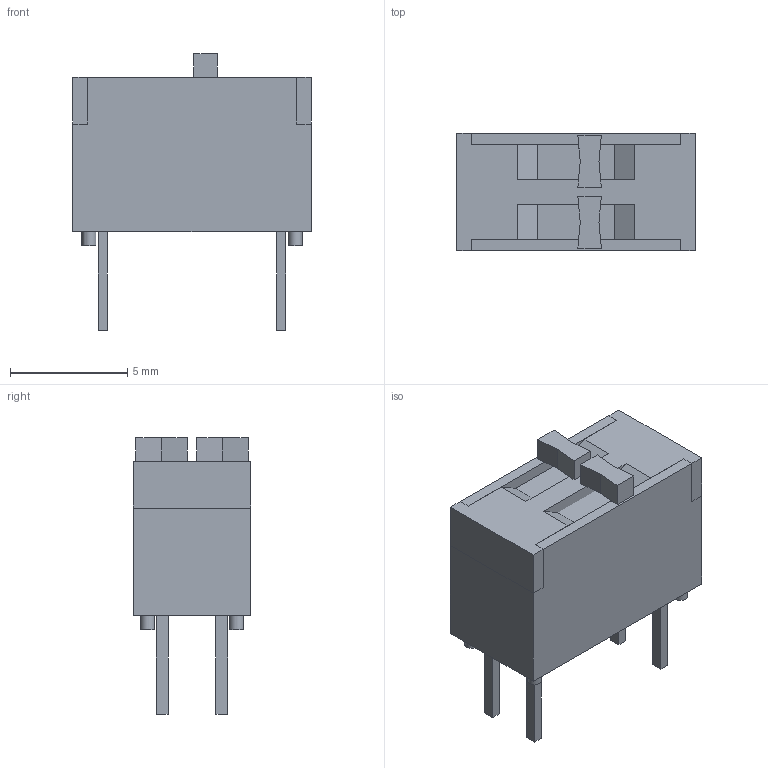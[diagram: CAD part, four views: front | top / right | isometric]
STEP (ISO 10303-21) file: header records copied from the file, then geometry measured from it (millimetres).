
FILE_DESCRIPTION(/* description */ (''),/* implementation_level */ '2;1');
FILE_NAME(/* name */ 'SW_EOZ-INTERDIL_09.20000.03.stp',/* time_stamp */ '2015-03-02T10:08:46+01:00',/* author */ ('admchouv'),/* organization */ (''),/* preprocessor_version */ 'ST-DEVELOPER v15.5',/* originating_system */ 'AutoCAD Mechanical',/* authorisation */ '');
FILE_SCHEMA (('AUTOMOTIVE_DESIGN { 1 0 10303 214 3 1 1 }'));
Length unit declared in the file: millimetre
Products named in the file (1): Product
Bounding box: 10.16 x 5 x 11.8 mm (x, y, z)
Volume: 337.1 mm3; surface area: 500.6 mm2
Topology: 14 solids, 14 shells, 104 faces, 228 edges, 152 vertices
Faces by surface type: plane 100, cylinder 4
Full cylindrical faces by diameter (mm): 0.6 x4
Entity records: 2827 total; most frequent: CARTESIAN_POINT 481, ORIENTED_EDGE 448, DIRECTION 442, EDGE_CURVE 224, LINE 216, VECTOR 216, VERTEX_POINT 152, AXIS2_PLACEMENT_3D 113
